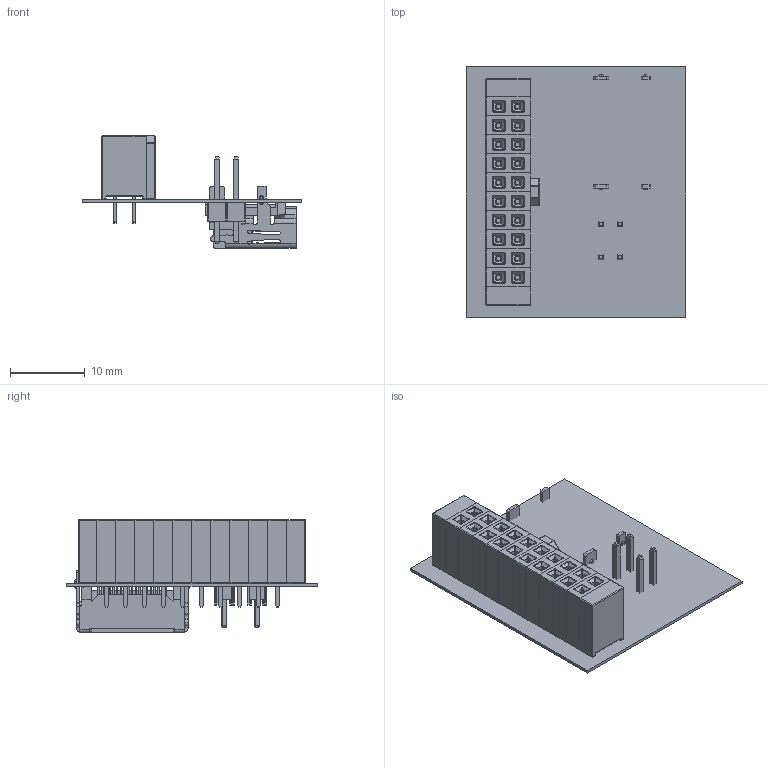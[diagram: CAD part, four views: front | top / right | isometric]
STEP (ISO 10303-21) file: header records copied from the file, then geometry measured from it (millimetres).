
FILE_DESCRIPTION(('Open CASCADE Model'),'2;1');
FILE_NAME('Open CASCADE Shape Model','2024-09-26T11:41:54',('Author'),( 'Open CASCADE'),'Open CASCADE STEP processor 7.5','Open CASCADE 7.5' ,'Unknown');
FILE_SCHEMA(('AUTOMOTIVE_DESIGN { 1 0 10303 214 1 1 1 1 }'));
Length unit declared in the file: millimetre
Products named in the file (13): PCB; Board; Open CASCADE STEP translator 7.5 1.1.1; J4; DS1021-1_2SF1-1; J3; J2; SFH11-xxPC-D10-ST-BK; body section with ST gold pins; end; Polarizing Key; J1; 6402774704
Assembly tree (45 placements, depth 4):
  PCB
    Board
      Open CASCADE STEP translator 7.5 1.1.1
    J4
      DS1021-1_2SF1-1  x2
    J3
      DS1021-1_2SF1-1  x2
    J2
      SFH11-xxPC-D10-ST-BK
        body section with ST gold pins  x30
        end  x2
        Polarizing Key
    J1
      6402774704
Bounding box: 29.3 x 33.5 x 15.1 mm (x, y, z)
Volume: 4910.9 mm3; surface area: 11138.9 mm2
Topology: 166 solids, 166 shells, 6325 faces, 14339 edges, 7920 vertices
Faces by surface type: cylinder 2522, plane 2425, sphere 738, bspline 606, cone 18, torus 16
Entity records: 39531 total; most frequent: CARTESIAN_POINT 7174, DIRECTION 6509, ORIENTED_EDGE 6430, EDGE_CURVE 3215, LINE 2531, VECTOR 2531, VERTEX_POINT 2022, AXIS2_PLACEMENT_3D 1989
